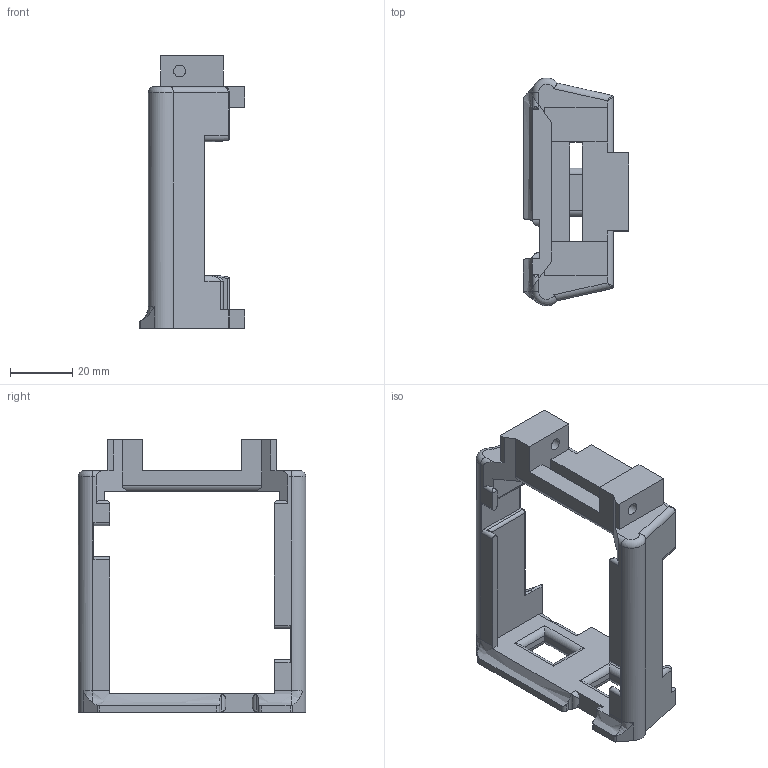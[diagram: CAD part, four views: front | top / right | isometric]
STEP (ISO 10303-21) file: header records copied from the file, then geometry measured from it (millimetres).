
FILE_DESCRIPTION(/* description */ ('STEP AP242','CAx-IF Rec.Pracs.---Representation and Presentation of Product Manufacturing Information (PMI)---4.0---2014-10-13','CAx-IF Rec.Pracs.---3D Tessellated Geometry---0.4---2014-09-14','2;1'),/* implementation_level */ '2;1');
FILE_NAME(/* name */ '62d9a87b6d5bdf60986cd430',/* time_stamp */ '2022-07-21T19:26:52+00:00',/* author */ (''),/* organization */ (''),/* preprocessor_version */ 'ST-DEVELOPER v18.102',/* originating_system */ ' ',/* authorisation */ ' ');
FILE_SCHEMA (('AP242_MANAGED_MODEL_BASED_3D_ENGINEERING_MIM_LF { 1 0 10303 442 1 1 4 }'));
Length unit declared in the file: metre
Products named in the file (1): battHolder
Bounding box: 34 x 73.11 x 87.66 mm (x, y, z)
Volume: 35327 mm3; surface area: 18309.7 mm2
Topology: 1 solids, 1 shells, 208 faces, 565 edges, 350 vertices
Faces by surface type: plane 86, cylinder 86, bspline 26, torus 5, cone 4, sphere 1
Full cylindrical faces by diameter (mm): 3.797 x2
Entity records: 16918 total; most frequent: CARTESIAN_POINT 11941, ORIENTED_EDGE 1086, DIRECTION 970, EDGE_CURVE 543, VERTEX_POINT 344, AXIS2_PLACEMENT_3D 337, LINE 296, VECTOR 296
